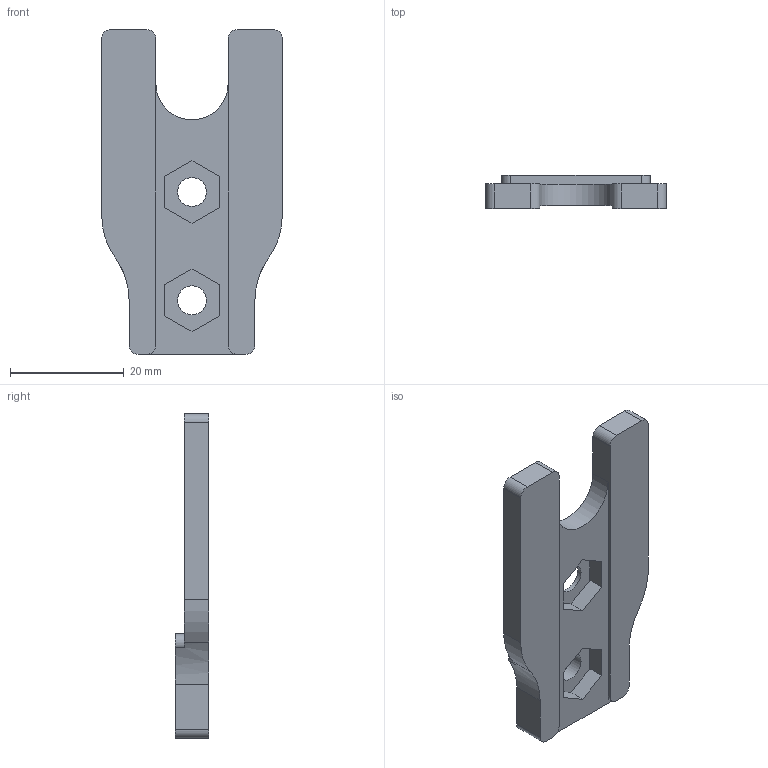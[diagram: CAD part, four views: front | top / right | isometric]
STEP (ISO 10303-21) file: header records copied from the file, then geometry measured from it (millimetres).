
FILE_DESCRIPTION (( 'STEP AP214' ), '1' );
FILE_NAME ('am-4629 Inside Slider Block.STEP', '2021-09-15T21:42:29', ( '' ), ( '' ), 'SwSTEP 2.0', 'SolidWorks 2021', '' );
FILE_SCHEMA (( 'AUTOMOTIVE_DESIGN' ));
Length unit declared in the file: inch
Products named in the file (1): am-4629 Inside Slider Block
Bounding box: 31.75 x 5.84 x 57.15 mm (x, y, z)
Volume: 4580.8 mm3; surface area: 4813.6 mm2
Topology: 1 solids, 1 shells, 142 faces, 386 edges, 258 vertices
Faces by surface type: cylinder 75, plane 67
Full cylindrical faces by diameter (mm): 5.105 x2
Entity records: 4558 total; most frequent: DIRECTION 820, CARTESIAN_POINT 781, ORIENTED_EDGE 764, EDGE_CURVE 382, AXIS2_PLACEMENT_3D 295, VERTEX_POINT 256, VECTOR 230, LINE 230
